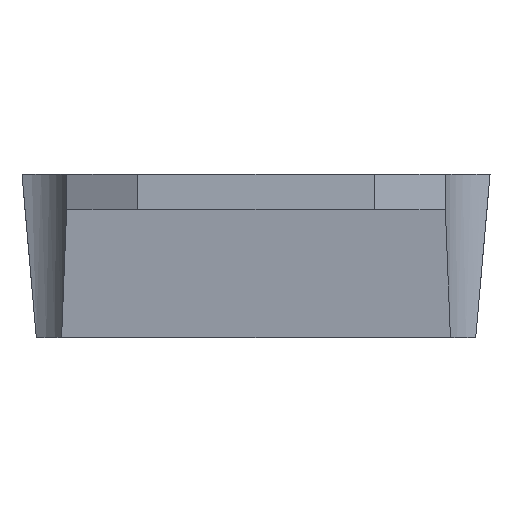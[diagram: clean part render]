
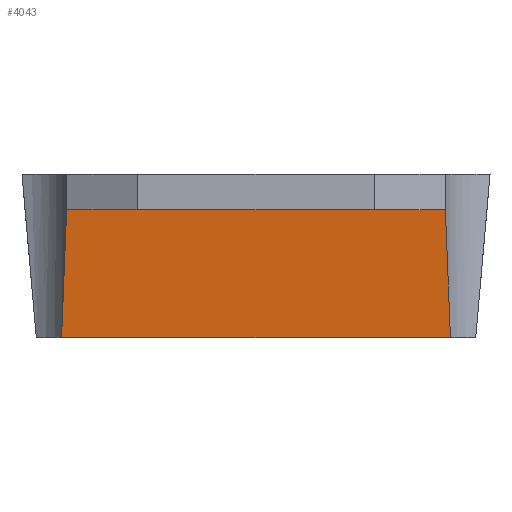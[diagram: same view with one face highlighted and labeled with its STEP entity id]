
A CAD part, top view. The second image highlights one B-rep face of the part: STEP entity #4043.
In plain terms, the highlighted planar face has unit normal (0, -0.087, 0.996).
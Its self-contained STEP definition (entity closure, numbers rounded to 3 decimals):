
#36 = CARTESIAN_POINT ( 'NONE',  ( -2.714, -0.323, 8.153 ) ) ;
#73 = EDGE_CURVE ( 'NONE', #3120, #2180, #1300, .T. ) ;
#112 = EDGE_LOOP ( 'NONE', ( #1307, #1450, #199, #3808 ) ) ;
#199 = ORIENTED_EDGE ( 'NONE', *, *, #3962, .T. ) ;
#216 = CARTESIAN_POINT ( 'NONE',  ( -3.3, -0.9, 8.103 ) ) ;
#217 = DIRECTION ( 'NONE',  ( 1., 0., 0. ) ) ;
#258 = VECTOR ( 'NONE', #217, 1000. ) ;
#389 = CARTESIAN_POINT ( 'NONE',  ( -3.3, 0.9, 8.26 ) ) ;
#521 = VERTEX_POINT ( 'NONE', #3691 ) ;
#541 = VECTOR ( 'NONE', #871, 1000. ) ;
#851 = CARTESIAN_POINT ( 'NONE',  ( 2.69, 0.278, 8.206 ) ) ;
#871 = DIRECTION ( 'NONE',  ( 1., 0., 0. ) ) ;
#873 = CARTESIAN_POINT ( 'NONE',  ( -2.67, 0.9, 8.26 ) ) ;
#1050 = DIRECTION ( 'NONE',  ( 0., -0.996, -0.087 ) ) ;
#1100 = EDGE_CURVE ( 'NONE', #521, #3689, #3632, .T. ) ;
#1300 = LINE ( 'NONE', #216, #541 ) ;
#1307 = ORIENTED_EDGE ( 'NONE', *, *, #1493, .F. ) ;
#1338 = CARTESIAN_POINT ( 'NONE',  ( -2.67, 0.9, 8.26 ) ) ;
#1450 = ORIENTED_EDGE ( 'NONE', *, *, #1100, .F. ) ;
#1493 = EDGE_CURVE ( 'NONE', #3689, #2180, #2953, .T. ) ;
#1510 = CARTESIAN_POINT ( 'NONE',  ( 2.67, 0.9, 8.26 ) ) ;
#1671 = CARTESIAN_POINT ( 'NONE',  ( -2.69, 0.278, 8.206 ) ) ;
#1737 = AXIS2_PLACEMENT_3D ( 'NONE', #389, #3005, #1050 ) ;
#2064 = CARTESIAN_POINT ( 'NONE',  ( -2.742, -0.9, 8.103 ) ) ;
#2179 = FACE_OUTER_BOUND ( 'NONE', #112, .T. ) ;
#2180 = VERTEX_POINT ( 'NONE', #3695 ) ;
#2321 = CARTESIAN_POINT ( 'NONE',  ( -2.742, -0.9, 8.103 ) ) ;
#2801 = CARTESIAN_POINT ( 'NONE',  ( 2.714, -0.323, 8.153 ) ) ;
#2953 =( BOUNDED_CURVE ( )  B_SPLINE_CURVE ( 3, ( #1510, #851, #2801, #3801 ),
 .UNSPECIFIED., .F., .T. ) 
 B_SPLINE_CURVE_WITH_KNOTS ( ( 4, 4 ),
 ( 5.057, 5.223 ),
 .UNSPECIFIED. ) 
 CURVE ( )  GEOMETRIC_REPRESENTATION_ITEM ( )  RATIONAL_B_SPLINE_CURVE ( ( 1., 0.998, 0.998, 1. ) ) 
 REPRESENTATION_ITEM ( '' )  );
#3005 = DIRECTION ( 'NONE',  ( 0., -0.087, 0.996 ) ) ;
#3120 = VERTEX_POINT ( 'NONE', #2064 ) ;
#3632 = LINE ( 'NONE', #873, #258 ) ;
#3651 = PLANE ( 'NONE',  #1737 ) ;
#3689 = VERTEX_POINT ( 'NONE', #4142 ) ;
#3691 = CARTESIAN_POINT ( 'NONE',  ( -2.67, 0.9, 8.26 ) ) ;
#3695 = CARTESIAN_POINT ( 'NONE',  ( 2.742, -0.9, 8.103 ) ) ;
#3801 = CARTESIAN_POINT ( 'NONE',  ( 2.742, -0.9, 8.103 ) ) ;
#3808 = ORIENTED_EDGE ( 'NONE', *, *, #73, .T. ) ;
#3962 = EDGE_CURVE ( 'NONE', #521, #3120, #4253, .T. ) ;
#4043 = ADVANCED_FACE ( 'NONE', ( #2179 ), #3651, .T. ) ;
#4142 = CARTESIAN_POINT ( 'NONE',  ( 2.67, 0.9, 8.26 ) ) ;
#4253 =( BOUNDED_CURVE ( )  B_SPLINE_CURVE ( 3, ( #1338, #1671, #36, #2321 ),
 .UNSPECIFIED., .F., .T. ) 
 B_SPLINE_CURVE_WITH_KNOTS ( ( 4, 4 ),
 ( 5.057, 5.223 ),
 .UNSPECIFIED. ) 
 CURVE ( )  GEOMETRIC_REPRESENTATION_ITEM ( )  RATIONAL_B_SPLINE_CURVE ( ( 1., 0.998, 0.998, 1. ) ) 
 REPRESENTATION_ITEM ( '' )  );
